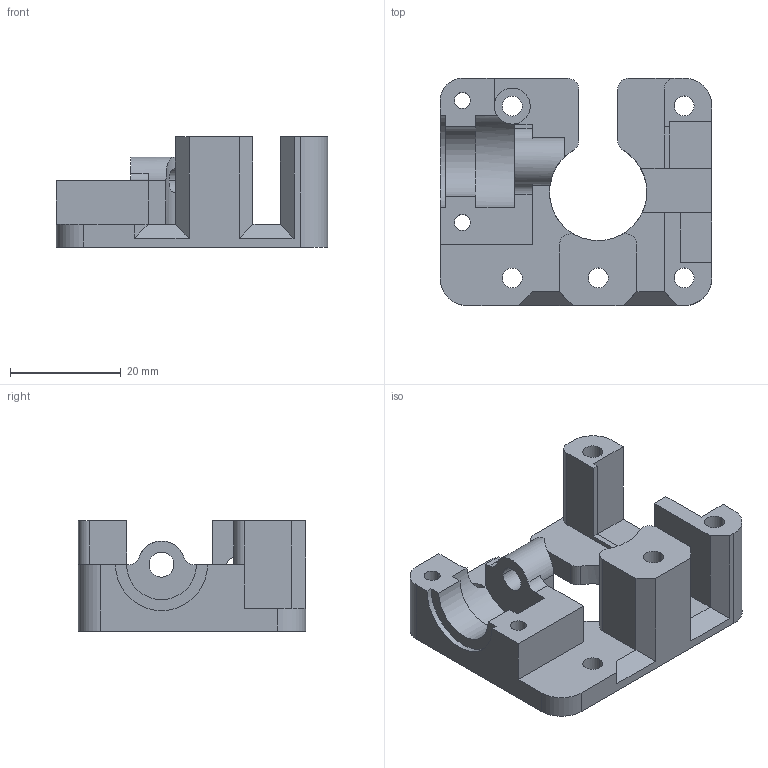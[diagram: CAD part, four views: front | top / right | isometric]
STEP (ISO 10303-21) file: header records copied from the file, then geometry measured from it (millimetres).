
FILE_DESCRIPTION (( 'STEP AP203' ), '1' );
FILE_NAME ('hot end mount-body.STEP', '2018-01-09T05:04:30', ( '' ), ( '' ), 'SwSTEP 2.0', 'SolidWorks 2017', '' );
FILE_SCHEMA (( 'CONFIG_CONTROL_DESIGN' ));
Length unit declared in the file: millimetre
Products named in the file (1): hot end mount-body
Bounding box: 49 x 41 x 19.9 mm (x, y, z)
Volume: 13132.4 mm3; surface area: 8383.1 mm2
Topology: 1 solids, 1 shells, 91 faces, 266 edges, 176 vertices
Faces by surface type: plane 51, cylinder 40
Entity records: 3213 total; most frequent: CARTESIAN_POINT 606, DIRECTION 534, ORIENTED_EDGE 532, EDGE_CURVE 266, AXIS2_PLACEMENT_3D 180, VERTEX_POINT 176, VECTOR 174, LINE 174
